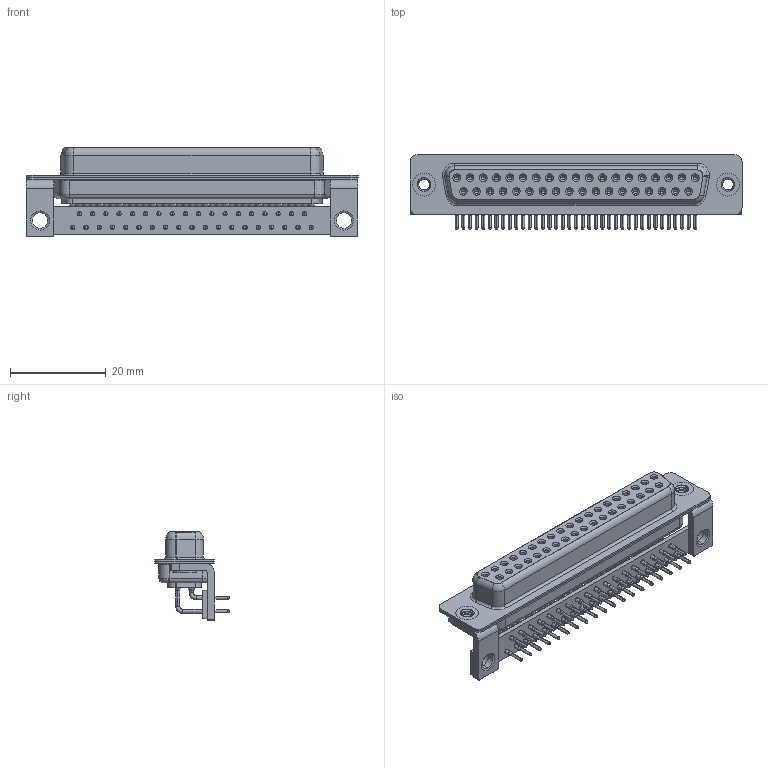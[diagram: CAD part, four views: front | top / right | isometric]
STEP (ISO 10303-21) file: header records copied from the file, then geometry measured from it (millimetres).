
FILE_DESCRIPTION (( 'STEP AP203' ), '1' );
FILE_NAME ('622-M37-260-GN4.STEP', '2018-09-24T22:29:32', ( '' ), ( '' ), 'SwSTEP 2.0', 'SolidWorks 2016', '' );
FILE_SCHEMA (( 'CONFIG_CONTROL_DESIGN' ));
Length unit declared in the file: millimetre
Products named in the file (9): 622M Shell Front_37 Contacts; 622M Shell Rear_37 Contacts; 622M Contact Row 1; 622M Contact Row 2; 622M 4-40 Threaded Rivet_Stabilizer; 622M Stabilizer Bracket; 622M Stabilizer Board_37 Contacts; 622-M37-260-GN4; 622M Housing_37 Contacts
Assembly tree (45 placements, depth 2):
  622-M37-260-GN4
    622M Housing_37 Contacts
    622M Shell Front_37 Contacts
    622M Shell Rear_37 Contacts
    622M Contact Row 1  x19
    622M Contact Row 2  x18
    622M 4-40 Threaded Rivet_Stabilizer  x2
    622M Stabilizer Bracket  x2
    622M Stabilizer Board_37 Contacts
Bounding box: 69.4 x 15.6 x 18.5 mm (x, y, z)
Volume: 6018.5 mm3; surface area: 14730.5 mm2
Topology: 45 solids, 45 shells, 2364 faces, 6034 edges, 3808 vertices
Faces by surface type: cylinder 1084, plane 648, cone 415, bspline 154, torus 63
Entity records: 30618 total; most frequent: CARTESIAN_POINT 6275, DIRECTION 5187, ORIENTED_EDGE 4292, AXIS2_PLACEMENT_3D 2182, EDGE_CURVE 2146, VERTEX_POINT 1375, CIRCLE 1234, EDGE_LOOP 1205
